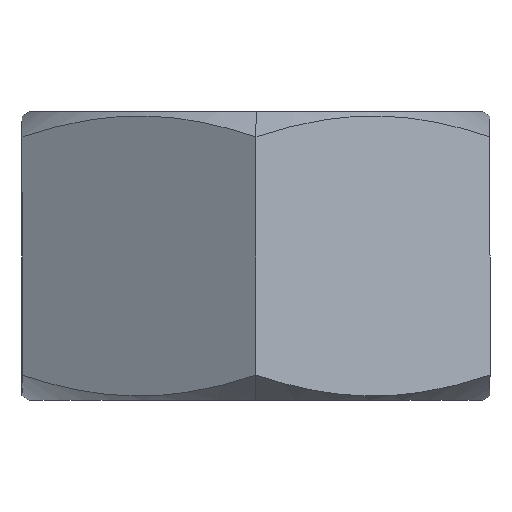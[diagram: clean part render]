
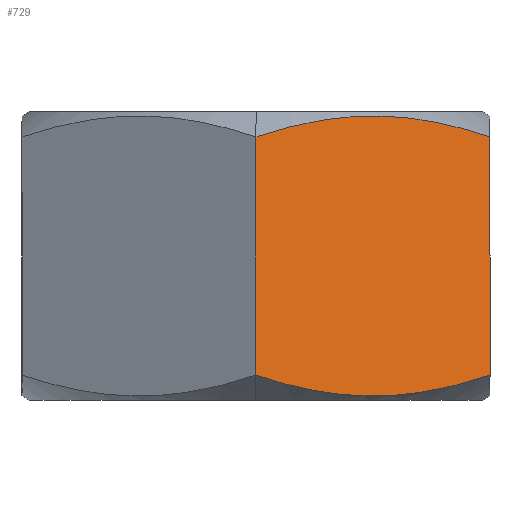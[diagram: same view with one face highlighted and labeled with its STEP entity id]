
A CAD part, left-side view. The second image highlights one B-rep face of the part: STEP entity #729.
In plain terms, the highlighted planar face has unit normal (-0.866, -0.5, 0).
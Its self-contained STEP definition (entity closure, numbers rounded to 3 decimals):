
#33 = ORIENTED_EDGE ( 'NONE', *, *, #1450, .F. ) ;
#71 = CARTESIAN_POINT ( 'NONE',  ( -10.976, -4.989, -14.559 ) ) ;
#78 = B_SPLINE_CURVE_WITH_KNOTS ( 'NONE', 3,
 ( #2475, #642, #1694, #418, #1867, #1665, #71, #101, #292, #82, #278, #246 ),
 .UNSPECIFIED., .F., .F.,
 ( 4, 2, 2, 2, 2, 4 ),
 ( 0., 0.003, 0.007, 0.009, 0.01, 0.014 ),
 .UNSPECIFIED. ) ;
#82 = CARTESIAN_POINT ( 'NONE',  ( -12.719, -1.97, -14.108 ) ) ;
#101 = CARTESIAN_POINT ( 'NONE',  ( -11.561, -3.975, -14.461 ) ) ;
#109 = ORIENTED_EDGE ( 'NONE', *, *, #2331, .T. ) ;
#135 = VERTEX_POINT ( 'NONE', #2554 ) ;
#246 = CARTESIAN_POINT ( 'NONE',  ( -13.856, 0., -13.512 ) ) ;
#278 = CARTESIAN_POINT ( 'NONE',  ( -13.29, -0.981, -13.839 ) ) ;
#292 = CARTESIAN_POINT ( 'NONE',  ( -11.852, -3.472, -14.389 ) ) ;
#418 = CARTESIAN_POINT ( 'NONE',  ( -9.215, -8.039, -14.48 ) ) ;
#446 = B_SPLINE_CURVE_WITH_KNOTS ( 'NONE', 3,
 ( #2494, #2491, #2467, #2354, #2350, #2278, #2301, #1419, #1199, #1943, #2179, #680 ),
 .UNSPECIFIED., .F., .F.,
 ( 4, 2, 2, 2, 2, 4 ),
 ( 0., 0.003, 0.007, 0.009, 0.01, 0.014 ),
 .UNSPECIFIED. ) ;
#479 = DIRECTION ( 'NONE',  ( 0., 0., 1. ) ) ;
#506 = EDGE_LOOP ( 'NONE', ( #1352, #2551, #33, #109 ) ) ;
#554 = AXIS2_PLACEMENT_3D ( 'NONE', #1599, #1090, #1225 ) ;
#574 = VERTEX_POINT ( 'NONE', #2417 ) ;
#628 = EDGE_CURVE ( 'NONE', #1740, #574, #446, .T. ) ;
#638 = CARTESIAN_POINT ( 'NONE',  ( -6.928, -12., -13.512 ) ) ;
#642 = CARTESIAN_POINT ( 'NONE',  ( -7.494, -11.02, -13.838 ) ) ;
#680 = CARTESIAN_POINT ( 'NONE',  ( -6.928, -12., -1.288 ) ) ;
#700 = FACE_OUTER_BOUND ( 'NONE', #506, .T. ) ;
#729 = ADVANCED_FACE ( 'NONE', ( #700 ), #1074, .T. ) ;
#822 = VECTOR ( 'NONE', #479, 1000. ) ;
#1074 = PLANE ( 'NONE',  #554 ) ;
#1090 = DIRECTION ( 'NONE',  ( -0.866, -0.5, 0. ) ) ;
#1130 = DIRECTION ( 'NONE',  ( 0., 0., 1. ) ) ;
#1199 = CARTESIAN_POINT ( 'NONE',  ( -8.933, -8.528, -0.411 ) ) ;
#1225 = DIRECTION ( 'NONE',  ( 0.5, -0.866, 0. ) ) ;
#1334 = LINE ( 'NONE', #2171, #822 ) ;
#1352 = ORIENTED_EDGE ( 'NONE', *, *, #628, .F. ) ;
#1419 = CARTESIAN_POINT ( 'NONE',  ( -9.223, -8.025, -0.339 ) ) ;
#1450 = EDGE_CURVE ( 'NONE', #2078, #135, #78, .T. ) ;
#1599 = CARTESIAN_POINT ( 'NONE',  ( -13.856, 0., -14.8 ) ) ;
#1645 = EDGE_CURVE ( 'NONE', #135, #1740, #1334, .T. ) ;
#1665 = CARTESIAN_POINT ( 'NONE',  ( -10.68, -5.501, -14.584 ) ) ;
#1694 = CARTESIAN_POINT ( 'NONE',  ( -8.064, -10.033, -14.107 ) ) ;
#1740 = VERTEX_POINT ( 'NONE', #2347 ) ;
#1867 = CARTESIAN_POINT ( 'NONE',  ( -9.797, -7.032, -14.583 ) ) ;
#1943 = CARTESIAN_POINT ( 'NONE',  ( -8.066, -10.03, -0.692 ) ) ;
#2078 = VERTEX_POINT ( 'NONE', #638 ) ;
#2171 = CARTESIAN_POINT ( 'NONE',  ( -13.856, 0., -14.8 ) ) ;
#2179 = CARTESIAN_POINT ( 'NONE',  ( -7.495, -11.019, -0.961 ) ) ;
#2278 = CARTESIAN_POINT ( 'NONE',  ( -10.104, -6.499, -0.216 ) ) ;
#2301 = CARTESIAN_POINT ( 'NONE',  ( -9.809, -7.011, -0.241 ) ) ;
#2331 = EDGE_CURVE ( 'NONE', #2078, #574, #2414, .T. ) ;
#2345 = CARTESIAN_POINT ( 'NONE',  ( -6.928, -12., -14.8 ) ) ;
#2347 = CARTESIAN_POINT ( 'NONE',  ( -13.856, 0., -1.288 ) ) ;
#2350 = CARTESIAN_POINT ( 'NONE',  ( -10.988, -4.968, -0.217 ) ) ;
#2354 = CARTESIAN_POINT ( 'NONE',  ( -11.57, -3.961, -0.32 ) ) ;
#2414 = LINE ( 'NONE', #2345, #2504 ) ;
#2417 = CARTESIAN_POINT ( 'NONE',  ( -6.928, -12., -1.288 ) ) ;
#2467 = CARTESIAN_POINT ( 'NONE',  ( -12.721, -1.967, -0.693 ) ) ;
#2475 = CARTESIAN_POINT ( 'NONE',  ( -6.928, -12., -13.512 ) ) ;
#2491 = CARTESIAN_POINT ( 'NONE',  ( -13.291, -0.98, -0.962 ) ) ;
#2494 = CARTESIAN_POINT ( 'NONE',  ( -13.856, 0., -1.288 ) ) ;
#2504 = VECTOR ( 'NONE', #1130, 1000. ) ;
#2551 = ORIENTED_EDGE ( 'NONE', *, *, #1645, .F. ) ;
#2554 = CARTESIAN_POINT ( 'NONE',  ( -13.856, 0., -13.512 ) ) ;
